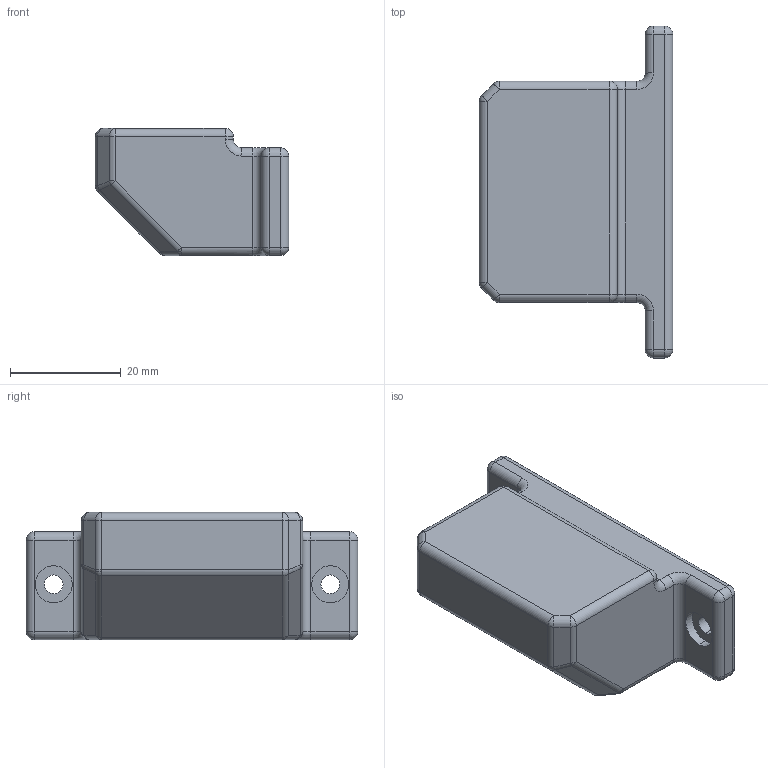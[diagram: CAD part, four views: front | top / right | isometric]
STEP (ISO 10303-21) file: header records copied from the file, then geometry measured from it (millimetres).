
FILE_DESCRIPTION (( 'STEP AP214' ), '1' );
FILE_NAME ('door magnet holder.STEP', '2025-09-18T19:08:34', ( '' ), ( '' ), 'SwSTEP 2.0', 'SolidWorks 2024', '' );
FILE_SCHEMA (( 'AUTOMOTIVE_DESIGN' ));
Length unit declared in the file: millimetre
Products named in the file (1): door magnet holder
Bounding box: 35 x 60 x 23 mm (x, y, z)
Volume: 27153.9 mm3; surface area: 7533.2 mm2
Topology: 1 solids, 3 shells, 108 faces, 233 edges, 119 vertices
Faces by surface type: cylinder 55, sphere 24, plane 23, torus 6
Entity records: 2814 total; most frequent: DIRECTION 558, CARTESIAN_POINT 447, ORIENTED_EDGE 438, AXIS2_PLACEMENT_3D 230, EDGE_CURVE 219, CIRCLE 121, VERTEX_POINT 119, EDGE_LOOP 114
